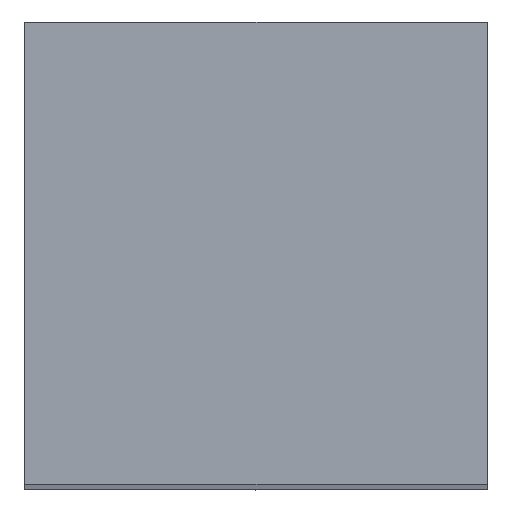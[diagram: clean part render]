
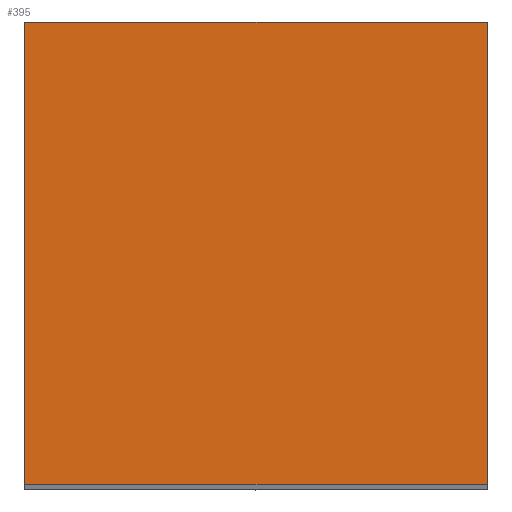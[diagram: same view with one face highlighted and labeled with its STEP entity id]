
A CAD part, top view. The second image highlights one B-rep face of the part: STEP entity #395.
In plain terms, the highlighted planar face has unit normal (0, 0, 1).
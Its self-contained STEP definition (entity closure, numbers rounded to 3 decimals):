
#42=LINE('',#651,#54);
#43=LINE('',#653,#55);
#44=LINE('',#655,#56);
#45=LINE('',#657,#57);
#54=VECTOR('',#511,1000.);
#55=VECTOR('',#514,1000.);
#56=VECTOR('',#515,1000.);
#57=VECTOR('',#516,1000.);
#68=ORIENTED_EDGE('',*,*,#150,.F.);
#69=ORIENTED_EDGE('',*,*,#149,.F.);
#70=ORIENTED_EDGE('',*,*,#151,.T.);
#71=ORIENTED_EDGE('',*,*,#152,.T.);
#149=EDGE_CURVE('',#190,#188,#42,.T.);
#150=EDGE_CURVE('',#188,#191,#43,.T.);
#151=EDGE_CURVE('',#190,#192,#44,.T.);
#152=EDGE_CURVE('',#192,#191,#45,.T.);
#188=VERTEX_POINT('',#646);
#190=VERTEX_POINT('',#650);
#191=VERTEX_POINT('',#654);
#192=VERTEX_POINT('',#656);
#254=EDGE_LOOP('',(#68,#69,#70,#71));
#318=FACE_BOUND('',#254,.T.);
#381=PLANE('',#442);
#395=ADVANCED_FACE('',(#318),#381,.T.);
#442=AXIS2_PLACEMENT_3D('',#652,#512,#513);
#511=DIRECTION('',(1.,0.,0.));
#512=DIRECTION('',(0.,0.,1.));
#513=DIRECTION('',(1.,0.,0.));
#514=DIRECTION('',(0.,-1.,0.));
#515=DIRECTION('',(0.,-1.,0.));
#516=DIRECTION('',(1.,0.,0.));
#646=CARTESIAN_POINT('',(0.,8.,0.));
#650=CARTESIAN_POINT('',(-8.,8.,0.));
#651=CARTESIAN_POINT('',(-8.,8.,0.));
#652=CARTESIAN_POINT('',(-8.,8.,0.));
#653=CARTESIAN_POINT('',(0.,8.,0.));
#654=CARTESIAN_POINT('',(0.,0.,0.));
#655=CARTESIAN_POINT('',(-8.,8.,0.));
#656=CARTESIAN_POINT('',(-8.,0.,0.));
#657=CARTESIAN_POINT('',(-8.,0.,0.));
